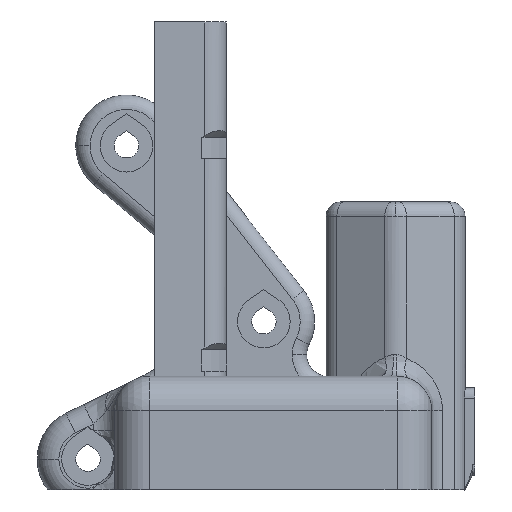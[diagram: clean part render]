
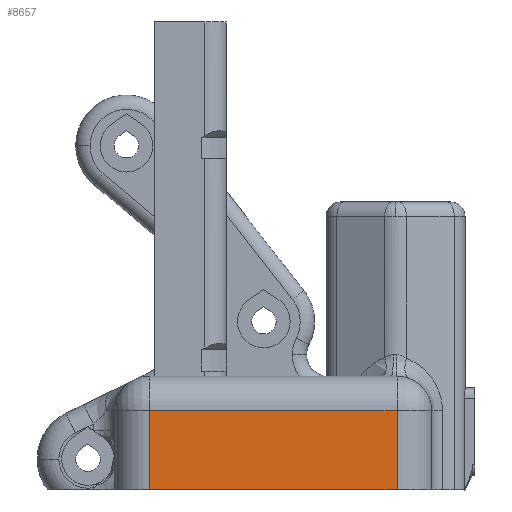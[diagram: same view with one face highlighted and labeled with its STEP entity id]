
A CAD part, left-side view. The second image highlights one B-rep face of the part: STEP entity #8657.
In plain terms, the highlighted planar face has unit normal (-1, 0, 0).
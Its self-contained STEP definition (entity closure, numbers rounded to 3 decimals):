
#66 = CARTESIAN_POINT ( 'NONE',  ( 41.108, 14.2, 11. ) ) ;
#69 = CARTESIAN_POINT ( 'NONE',  ( 41.108, -20.2, 11. ) ) ;
#383 = VERTEX_POINT ( 'NONE', #66 ) ;
#386 = VERTEX_POINT ( 'NONE', #69 ) ;
#1336 = EDGE_LOOP ( 'NONE', ( #2524, #2526, #2638, #2639 ) ) ;
#2524 = ORIENTED_EDGE ( 'NONE', *, *, #19413, .T. ) ;
#2526 = ORIENTED_EDGE ( 'NONE', *, *, #19417, .T. ) ;
#2638 = ORIENTED_EDGE ( 'NONE', *, *, #6906, .T. ) ;
#2639 = ORIENTED_EDGE ( 'NONE', *, *, #19422, .T. ) ;
#5219 = CARTESIAN_POINT ( 'NONE',  ( 41.108, 14.2, 0. ) ) ;
#5234 = CARTESIAN_POINT ( 'NONE',  ( 41.108, -20.2, 0. ) ) ;
#6906 = EDGE_CURVE ( 'NONE', #13171, #13186, #12025, .T. ) ;
#7537 = AXIS2_PLACEMENT_3D ( 'NONE', #8086, #8093, #8094 ) ;
#8086 = CARTESIAN_POINT ( 'NONE',  ( 41.108, 0., 0. ) ) ;
#8091 = PLANE ( 'NONE',  #7537 ) ;
#8093 = DIRECTION ( 'NONE',  ( -1., 0., 0. ) ) ;
#8094 = DIRECTION ( 'NONE',  ( 0., 0., 1. ) ) ;
#8657 = ADVANCED_FACE ( 'NONE', ( #15740 ), #8091, .T. ) ;
#10391 = DIRECTION ( 'NONE',  ( 0., -1., 0. ) ) ;
#10395 = CARTESIAN_POINT ( 'NONE',  ( 41.108, 19., 0. ) ) ;
#12025 = LINE ( 'NONE', #10395, #12027 ) ;
#12027 = VECTOR ( 'NONE', #10391, 1000. ) ;
#13171 = VERTEX_POINT ( 'NONE', #5219 ) ;
#13186 = VERTEX_POINT ( 'NONE', #5234 ) ;
#13539 = LINE ( 'NONE', #15060, #13545 ) ;
#13545 = VECTOR ( 'NONE', #15061, 1000. ) ;
#13552 = LINE ( 'NONE', #15071, #13558 ) ;
#13558 = VECTOR ( 'NONE', #15072, 1000. ) ;
#13567 = LINE ( 'NONE', #15088, #13573 ) ;
#13573 = VECTOR ( 'NONE', #15089, 1000. ) ;
#15060 = CARTESIAN_POINT ( 'NONE',  ( 41.108, 0., 11. ) ) ;
#15061 = DIRECTION ( 'NONE',  ( 0., 1., 0. ) ) ;
#15071 = CARTESIAN_POINT ( 'NONE',  ( 41.108, 14.2, 0. ) ) ;
#15072 = DIRECTION ( 'NONE',  ( 0., 0., -1. ) ) ;
#15088 = CARTESIAN_POINT ( 'NONE',  ( 41.108, -20.2, 15.8 ) ) ;
#15089 = DIRECTION ( 'NONE',  ( 0., 0., 1. ) ) ;
#15740 = FACE_OUTER_BOUND ( 'NONE', #1336, .T. ) ;
#19413 = EDGE_CURVE ( 'NONE', #386, #383, #13539, .T. ) ;
#19417 = EDGE_CURVE ( 'NONE', #383, #13171, #13552, .T. ) ;
#19422 = EDGE_CURVE ( 'NONE', #13186, #386, #13567, .T. ) ;
